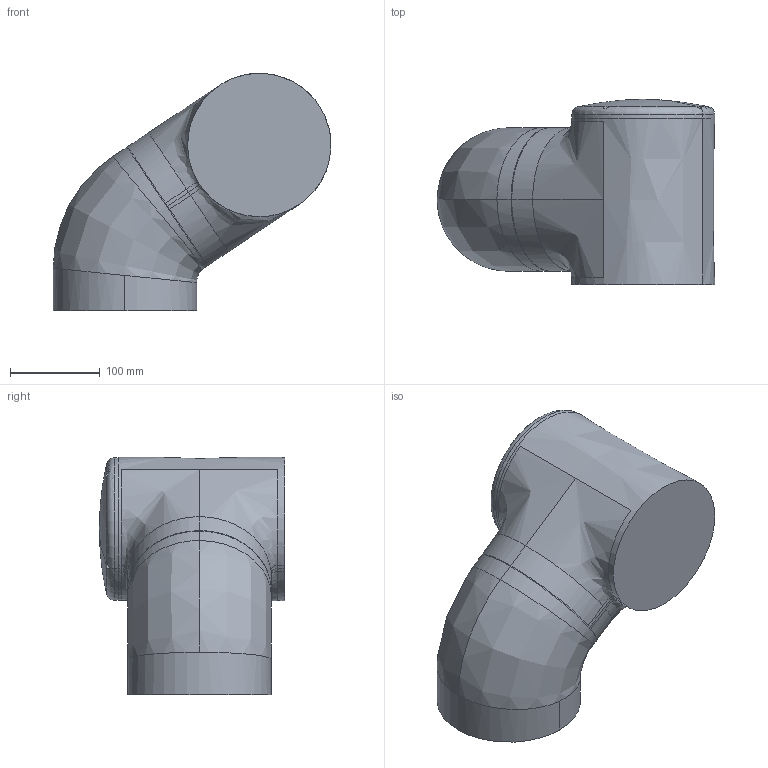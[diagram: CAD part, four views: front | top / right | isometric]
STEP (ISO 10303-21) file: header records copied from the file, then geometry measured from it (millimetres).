
FILE_DESCRIPTION (( 'STEP AP214' ), '1' );
FILE_NAME ('CRB15000_10kg-152_Omnicore_rev00_LINK01_CAD.step', '2023-07-05T08:09:19', ( '' ), ( '' ), 'SwSTEP 2.0', 'SolidWorks 2022', '' );
FILE_SCHEMA (( 'AUTOMOTIVE_DESIGN' ));
Length unit declared in the file: millimetre
Products named in the file (1): CRB15000_10kg-152_Omnicore_rev00_LINK01_CAD
Bounding box: 309.82 x 206.75 x 265 mm (x, y, z)
Volume: 7964181.1 mm3; surface area: 236475.6 mm2
Topology: 1 solids, 1 shells, 65 faces, 251 edges, 190 vertices
Faces by surface type: bspline 21, cylinder 16, plane 16, cone 10, torus 2
Entity records: 11635 total; most frequent: CARTESIAN_POINT 9818, ORIENTED_EDGE 498, EDGE_CURVE 249, DIRECTION 203, VERTEX_POINT 190, B_SPLINE_CURVE_WITH_KNOTS 170, AXIS2_PLACEMENT_3D 79, EDGE_LOOP 69
